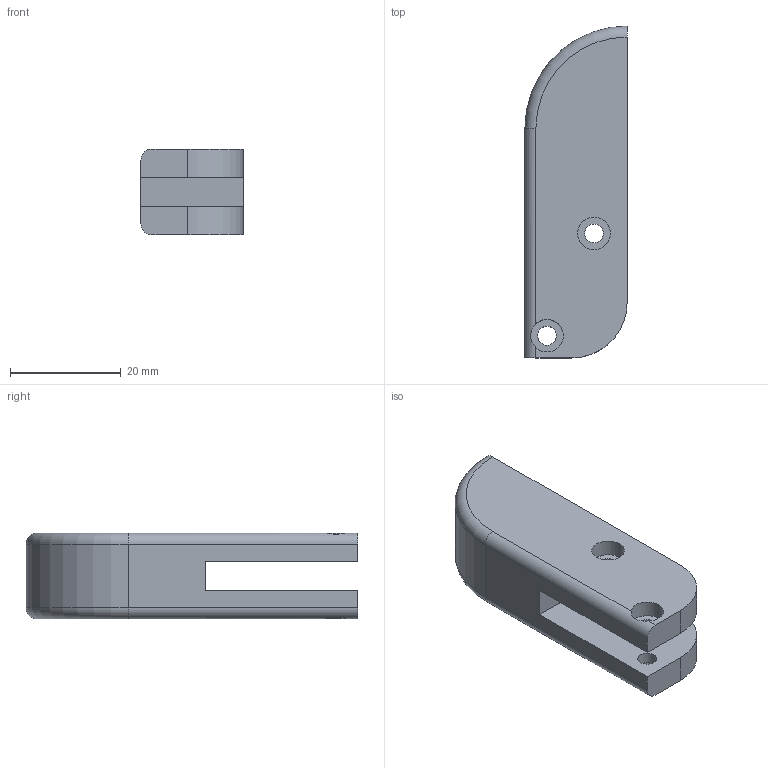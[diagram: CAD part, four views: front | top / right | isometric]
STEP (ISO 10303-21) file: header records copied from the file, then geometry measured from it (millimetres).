
FILE_DESCRIPTION(('FreeCAD Model'),'2;1');
FILE_NAME('Open CASCADE Shape Model','2021-07-31T14:16:55',('Author'),( ''),'Open CASCADE STEP processor 7.5','FreeCAD','Unknown');
FILE_SCHEMA(('AUTOMOTIVE_DESIGN { 1 0 10303 214 1 1 1 1 }'));
Length unit declared in the file: millimetre
Products named in the file (1): GripperFinger
Bounding box: 18.5 x 60 x 15.5 mm (x, y, z)
Volume: 12593 mm3; surface area: 5098.1 mm2
Topology: 1 solids, 1 shells, 38 faces, 100 edges, 66 vertices
Faces by surface type: plane 25, cylinder 11, torus 2
Full cylindrical faces by diameter (mm): 3.4 x4, 5.9 x2
Entity records: 2653 total; most frequent: CARTESIAN_POINT 583, DIRECTION 392, LINE 241, VECTOR 241, ORIENTED_EDGE 200, PCURVE 200, DEFINITIONAL_REPRESENTATION 200, EDGE_CURVE 100
